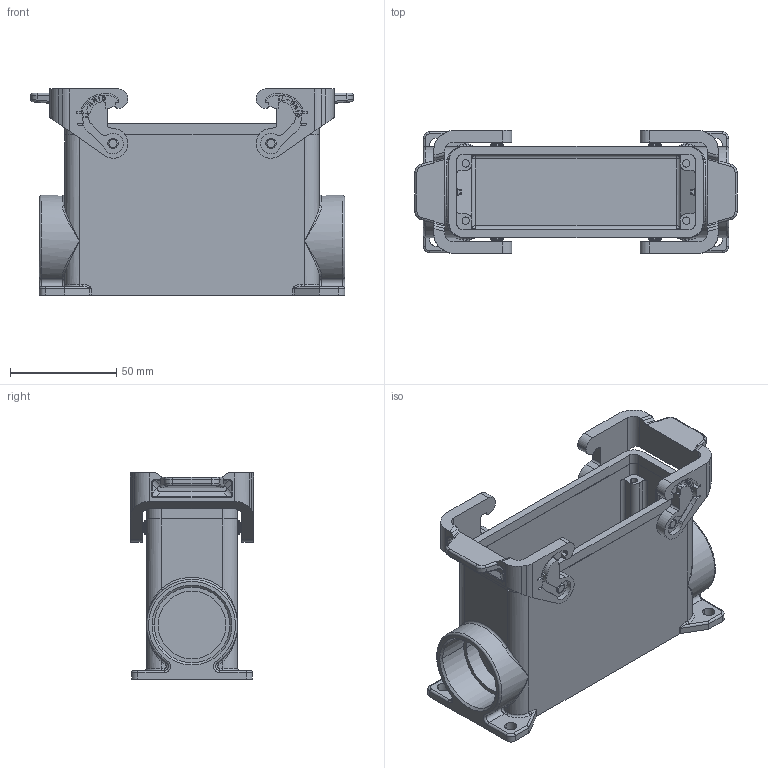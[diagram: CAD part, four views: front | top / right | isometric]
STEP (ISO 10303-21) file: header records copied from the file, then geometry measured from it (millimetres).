
FILE_DESCRIPTION(('Creo Elements/Direct Modeling STEP Export'),'2;1');
FILE_NAME('0ln7uvk5h783qst5420','2022-02-14T16:15:23',(''),(''),'Creo Elements/Direct Modeling STEP processor for AP214 (Solid Model)','Creo Elements/Direct Modeling 20.1B 02-Apr-2019 (C) Parametric Technology GmbH','');
FILE_SCHEMA(('AUTOMOTIVE_DESIGN { 1 0 10303 214 1 1 1 1 }'));
Products named in the file (2): MLAP_24-32
Assembly tree (1 placements, depth 2):
  MLAP_24-32
    MLAP_24-32
Bounding box: 152 x 58 x 97.2 mm (x, y, z)
Volume: 160303.8 mm3; surface area: 80910.2 mm2
Topology: 1 solids, 1 shells, 1262 faces, 3458 edges, 2248 vertices
Faces by surface type: plane 850, cylinder 312, torus 44, bspline 40, cone 12, sphere 4
Entity records: 59120 total; most frequent: CARTESIAN_POINT 17483, ORIENTED_EDGE 6892, DIRECTION 6112, EDGE_CURVE 3446, VECTOR 2638, LINE 2638, VERTEX_POINT 2248, AXIS2_PLACEMENT_3D 1737
